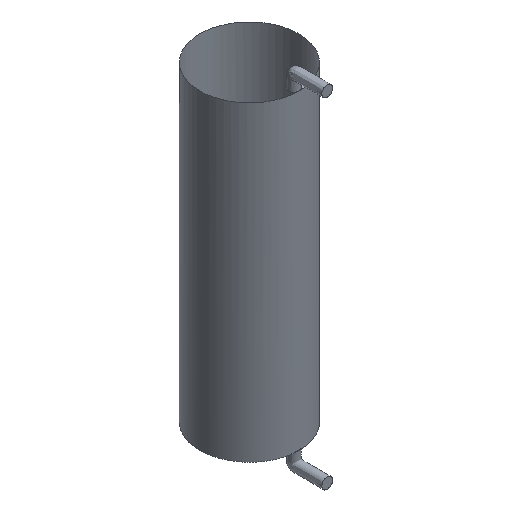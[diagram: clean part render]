
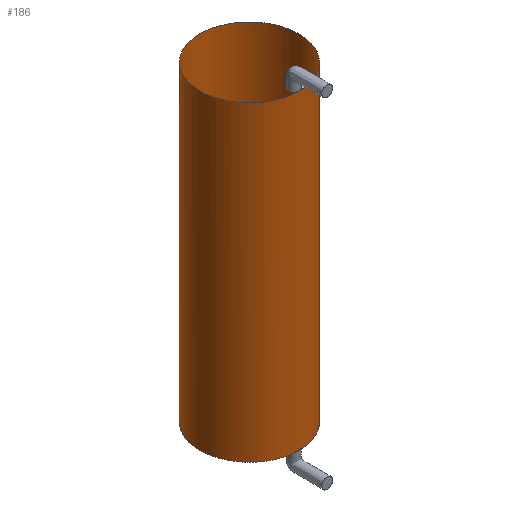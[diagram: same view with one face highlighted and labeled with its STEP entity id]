
A CAD part, isometric view. The second image highlights one B-rep face of the part: STEP entity #186.
In plain terms, the highlighted cylindrical face has radius 3.5 mm (diameter 7 mm), a full revolution.
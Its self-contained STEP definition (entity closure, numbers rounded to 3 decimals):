
#126 = CYLINDRICAL_SURFACE ( 'NONE', #924, 3.5 ) ;
#160 = DIRECTION ( 'NONE',  ( 0., 0., 1. ) ) ;
#186 = ADVANCED_FACE ( 'NONE', ( #716, #2302 ), #126, .T. ) ;
#602 = DIRECTION ( 'NONE',  ( 1., 0., 0. ) ) ;
#716 = FACE_OUTER_BOUND ( 'NONE', #1264, .T. ) ;
#749 = CIRCLE ( 'NONE', #2244, 3.5 ) ;
#913 = ORIENTED_EDGE ( 'NONE', *, *, #1570, .F. ) ;
#924 = AXIS2_PLACEMENT_3D ( 'NONE', #1995, #1386, #2468 ) ;
#1103 = CIRCLE ( 'NONE', #2675, 3.5 ) ;
#1204 = CARTESIAN_POINT ( 'NONE',  ( 0., 0., 11. ) ) ;
#1237 = VERTEX_POINT ( 'NONE', #2394 ) ;
#1264 = EDGE_LOOP ( 'NONE', ( #913 ) ) ;
#1386 = DIRECTION ( 'NONE',  ( 0., 0., -1. ) ) ;
#1524 = EDGE_LOOP ( 'NONE', ( #2374 ) ) ;
#1570 = EDGE_CURVE ( 'NONE', #1237, #1237, #749, .T. ) ;
#1684 = EDGE_CURVE ( 'NONE', #2051, #2051, #1103, .T. ) ;
#1792 = CARTESIAN_POINT ( 'NONE',  ( 0., 0., -11. ) ) ;
#1995 = CARTESIAN_POINT ( 'NONE',  ( 0., 0., 11. ) ) ;
#2049 = DIRECTION ( 'NONE',  ( 1., 0., 0. ) ) ;
#2051 = VERTEX_POINT ( 'NONE', #2464 ) ;
#2244 = AXIS2_PLACEMENT_3D ( 'NONE', #1204, #160, #602 ) ;
#2302 = FACE_OUTER_BOUND ( 'NONE', #1524, .T. ) ;
#2374 = ORIENTED_EDGE ( 'NONE', *, *, #1684, .T. ) ;
#2394 = CARTESIAN_POINT ( 'NONE',  ( -0.001, -3.5, 11. ) ) ;
#2464 = CARTESIAN_POINT ( 'NONE',  ( 0.001, -3.5, -11. ) ) ;
#2468 = DIRECTION ( 'NONE',  ( -1., 0., 0. ) ) ;
#2669 = DIRECTION ( 'NONE',  ( 0., 0., 1. ) ) ;
#2675 = AXIS2_PLACEMENT_3D ( 'NONE', #1792, #2669, #2049 ) ;
